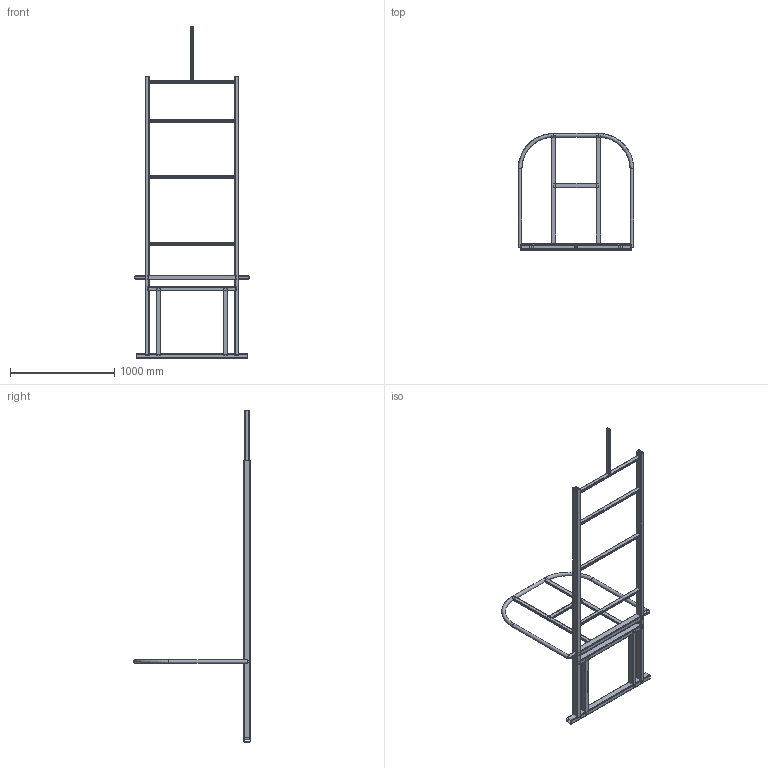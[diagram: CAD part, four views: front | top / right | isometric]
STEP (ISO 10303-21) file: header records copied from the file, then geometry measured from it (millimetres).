
FILE_DESCRIPTION(('FreeCAD Model'),'2;1');
FILE_NAME('Open CASCADE Shape Model','2025-05-04T14:23:51',('FreeCAD'),( 'FreeCAD'),'Open CASCADE STEP processor 7.6','FreeCAD','Unknown');
FILE_SCHEMA(('AUTOMOTIVE_DESIGN { 1 0 10303 214 1 1 1 1 }'));
Length unit declared in the file: millimetre
Products named in the file (1): Open CASCADE STEP translator 7.6 1
Bounding box: 1110.07 x 1124.19 x 3189.41 mm (x, y, z)
Volume: 7704008.7 mm3; surface area: 5876946 mm2
Topology: 22 solids, 22 shells, 326 faces, 872 edges, 616 vertices
Faces by surface type: bspline 326
Entity records: 9500 total; most frequent: CARTESIAN_POINT 4467, ORIENTED_EDGE 1692, EDGE_CURVE 846, B_SPLINE_CURVE_WITH_KNOTS 574, VERTEX_POINT 564, FACE_BOUND 370, EDGE_LOOP 370, ADVANCED_FACE 326
